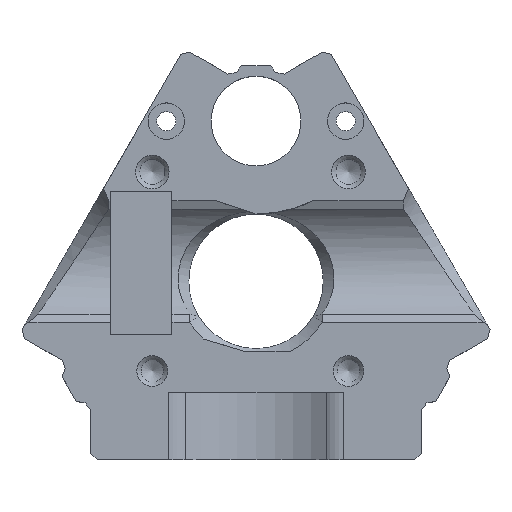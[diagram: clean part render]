
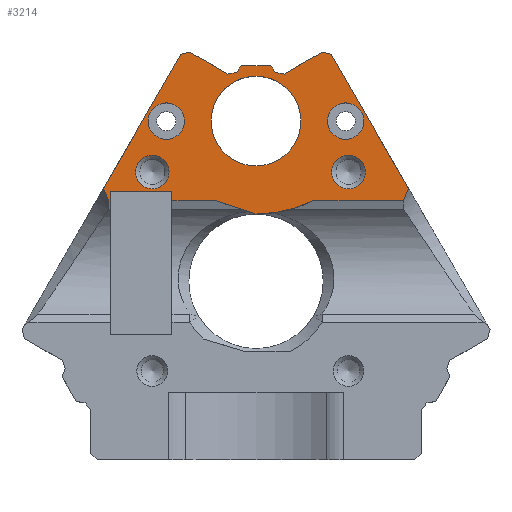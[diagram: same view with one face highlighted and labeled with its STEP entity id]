
A CAD part, top view. The second image highlights one B-rep face of the part: STEP entity #3214.
In plain terms, the highlighted planar face has unit normal (0, 0, 1).
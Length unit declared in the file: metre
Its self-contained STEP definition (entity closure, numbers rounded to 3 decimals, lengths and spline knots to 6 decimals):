
#132=B_SPLINE_CURVE_WITH_KNOTS('',3,(#5194,#5195,#5196,#5197),
 .UNSPECIFIED.,.F.,.F.,(4,4),(0.,1.),.UNSPECIFIED.);
#133=B_SPLINE_CURVE_WITH_KNOTS('',3,(#5212,#5213,#5214,#5215),
 .UNSPECIFIED.,.F.,.F.,(4,4),(0.,1.),.UNSPECIFIED.);
#245=LINE('',#5150,#518);
#247=LINE('',#5187,#520);
#248=LINE('',#5190,#521);
#249=LINE('',#5192,#522);
#250=LINE('',#5199,#523);
#251=LINE('',#5201,#524);
#252=LINE('',#5203,#525);
#253=LINE('',#5205,#526);
#254=LINE('',#5206,#527);
#255=LINE('',#5210,#528);
#256=LINE('',#5217,#529);
#257=LINE('',#5219,#530);
#258=LINE('',#5221,#531);
#259=LINE('',#5223,#532);
#260=LINE('',#5225,#533);
#261=LINE('',#5227,#534);
#262=LINE('',#5229,#535);
#263=LINE('',#5231,#536);
#518=VECTOR('',#4025,1.);
#520=VECTOR('',#4043,1.);
#521=VECTOR('',#4044,1.);
#522=VECTOR('',#4045,1.);
#523=VECTOR('',#4046,1.);
#524=VECTOR('',#4047,1.);
#525=VECTOR('',#4048,1.);
#526=VECTOR('',#4049,1.);
#527=VECTOR('',#4050,1.);
#528=VECTOR('',#4053,1.);
#529=VECTOR('',#4054,1.);
#530=VECTOR('',#4055,1.);
#531=VECTOR('',#4056,1.);
#532=VECTOR('',#4057,1.);
#533=VECTOR('',#4058,1.);
#534=VECTOR('',#4059,1.);
#535=VECTOR('',#4060,1.);
#536=VECTOR('',#4061,1.);
#878=ORIENTED_EDGE('',*,*,#1808,.T.);
#879=ORIENTED_EDGE('',*,*,#1809,.T.);
#880=ORIENTED_EDGE('',*,*,#1810,.T.);
#881=ORIENTED_EDGE('',*,*,#1811,.T.);
#882=ORIENTED_EDGE('',*,*,#1812,.F.);
#883=ORIENTED_EDGE('',*,*,#1813,.T.);
#884=ORIENTED_EDGE('',*,*,#1814,.T.);
#885=ORIENTED_EDGE('',*,*,#1815,.F.);
#886=ORIENTED_EDGE('',*,*,#1816,.T.);
#887=ORIENTED_EDGE('',*,*,#1817,.T.);
#888=ORIENTED_EDGE('',*,*,#1818,.F.);
#889=ORIENTED_EDGE('',*,*,#1819,.T.);
#890=ORIENTED_EDGE('',*,*,#1820,.T.);
#891=ORIENTED_EDGE('',*,*,#1801,.T.);
#892=ORIENTED_EDGE('',*,*,#1821,.T.);
#893=ORIENTED_EDGE('',*,*,#1822,.T.);
#894=ORIENTED_EDGE('',*,*,#1823,.T.);
#895=ORIENTED_EDGE('',*,*,#1824,.T.);
#896=ORIENTED_EDGE('',*,*,#1825,.F.);
#897=ORIENTED_EDGE('',*,*,#1826,.T.);
#898=ORIENTED_EDGE('',*,*,#1827,.F.);
#899=ORIENTED_EDGE('',*,*,#1828,.T.);
#900=ORIENTED_EDGE('',*,*,#1829,.T.);
#901=ORIENTED_EDGE('',*,*,#1830,.T.);
#902=ORIENTED_EDGE('',*,*,#1831,.T.);
#903=ORIENTED_EDGE('',*,*,#1832,.T.);
#1801=EDGE_CURVE('',#2266,#2265,#245,.T.);
#1808=EDGE_CURVE('',#2270,#2270,#2506,.T.);
#1809=EDGE_CURVE('',#2271,#2271,#2507,.T.);
#1810=EDGE_CURVE('',#2272,#2272,#2508,.F.);
#1811=EDGE_CURVE('',#2273,#2273,#2509,.F.);
#1812=EDGE_CURVE('',#2274,#2274,#2510,.T.);
#1813=EDGE_CURVE('',#2275,#2276,#247,.T.);
#1814=EDGE_CURVE('',#2276,#2277,#248,.T.);
#1815=EDGE_CURVE('',#2278,#2277,#249,.T.);
#1816=EDGE_CURVE('',#2278,#2279,#132,.T.);
#1817=EDGE_CURVE('',#2279,#2280,#250,.T.);
#1818=EDGE_CURVE('',#2281,#2280,#251,.T.);
#1819=EDGE_CURVE('',#2281,#2282,#252,.T.);
#1820=EDGE_CURVE('',#2282,#2266,#253,.T.);
#1821=EDGE_CURVE('',#2265,#2283,#254,.T.);
#1822=EDGE_CURVE('',#2283,#2284,#2511,.T.);
#1823=EDGE_CURVE('',#2284,#2285,#255,.T.);
#1824=EDGE_CURVE('',#2285,#2286,#133,.T.);
#1825=EDGE_CURVE('',#2287,#2286,#256,.T.);
#1826=EDGE_CURVE('',#2287,#2288,#257,.F.);
#1827=EDGE_CURVE('',#2289,#2288,#258,.T.);
#1828=EDGE_CURVE('',#2289,#2290,#259,.T.);
#1829=EDGE_CURVE('',#2290,#2291,#260,.T.);
#1830=EDGE_CURVE('',#2291,#2292,#261,.F.);
#1831=EDGE_CURVE('',#2292,#2293,#262,.T.);
#1832=EDGE_CURVE('',#2293,#2275,#263,.F.);
#2265=VERTEX_POINT('',#5149);
#2266=VERTEX_POINT('',#5151);
#2270=VERTEX_POINT('',#5178);
#2271=VERTEX_POINT('',#5180);
#2272=VERTEX_POINT('',#5182);
#2273=VERTEX_POINT('',#5184);
#2274=VERTEX_POINT('',#5186);
#2275=VERTEX_POINT('',#5188);
#2276=VERTEX_POINT('',#5189);
#2277=VERTEX_POINT('',#5191);
#2278=VERTEX_POINT('',#5193);
#2279=VERTEX_POINT('',#5198);
#2280=VERTEX_POINT('',#5200);
#2281=VERTEX_POINT('',#5202);
#2282=VERTEX_POINT('',#5204);
#2283=VERTEX_POINT('',#5207);
#2284=VERTEX_POINT('',#5209);
#2285=VERTEX_POINT('',#5211);
#2286=VERTEX_POINT('',#5216);
#2287=VERTEX_POINT('',#5218);
#2288=VERTEX_POINT('',#5220);
#2289=VERTEX_POINT('',#5222);
#2290=VERTEX_POINT('',#5224);
#2291=VERTEX_POINT('',#5226);
#2292=VERTEX_POINT('',#5228);
#2293=VERTEX_POINT('',#5230);
#2506=CIRCLE('',#3494,0.00325);
#2507=CIRCLE('',#3495,0.00325);
#2508=CIRCLE('',#3496,0.003);
#2509=CIRCLE('',#3497,0.003);
#2510=CIRCLE('',#3498,0.008);
#2511=CIRCLE('',#3499,0.023125);
#2626=EDGE_LOOP('',(#878));
#2627=EDGE_LOOP('',(#879));
#2628=EDGE_LOOP('',(#880));
#2629=EDGE_LOOP('',(#881));
#2630=EDGE_LOOP('',(#882));
#2631=EDGE_LOOP('',(#883,#884,#885,#886,#887,#888,#889,#890,#891,#892,#893,
#894,#895,#896,#897,#898,#899,#900,#901,#902,#903));
#2877=FACE_BOUND('',#2626,.T.);
#2878=FACE_BOUND('',#2627,.T.);
#2879=FACE_BOUND('',#2628,.T.);
#2880=FACE_BOUND('',#2629,.T.);
#2881=FACE_BOUND('',#2630,.T.);
#2882=FACE_BOUND('',#2631,.T.);
#3119=PLANE('',#3493);
#3214=ADVANCED_FACE('',(#2877,#2878,#2879,#2880,#2881,#2882),#3119,.T.);
#3493=AXIS2_PLACEMENT_3D('',#5176,#4031,#4032);
#3494=AXIS2_PLACEMENT_3D('',#5177,#4033,#4034);
#3495=AXIS2_PLACEMENT_3D('',#5179,#4035,#4036);
#3496=AXIS2_PLACEMENT_3D('',#5181,#4037,#4038);
#3497=AXIS2_PLACEMENT_3D('',#5183,#4039,#4040);
#3498=AXIS2_PLACEMENT_3D('',#5185,#4041,#4042);
#3499=AXIS2_PLACEMENT_3D('',#5208,#4051,#4052);
#4025=DIRECTION('',(1.,0.,0.));
#4031=DIRECTION('',(0.,0.,1.));
#4032=DIRECTION('',(1.,0.,0.));
#4033=DIRECTION('',(0.,0.,-1.));
#4034=DIRECTION('',(-1.,0.,0.));
#4035=DIRECTION('',(0.,0.,-1.));
#4036=DIRECTION('',(-1.,0.,0.));
#4037=DIRECTION('',(0.,0.,1.));
#4038=DIRECTION('',(1.,0.,0.));
#4039=DIRECTION('',(0.,0.,1.));
#4040=DIRECTION('',(1.,0.,0.));
#4041=DIRECTION('',(0.,0.,1.));
#4042=DIRECTION('',(1.,0.,0.));
#4043=DIRECTION('',(-0.866,0.5,0.));
#4044=DIRECTION('',(-0.966,-0.259,0.));
#4045=DIRECTION('',(0.5,0.866,0.));
#4046=DIRECTION('',(1.,0.,0.));
#4047=DIRECTION('',(0.,-1.,0.));
#4048=DIRECTION('',(1.,0.,0.));
#4049=DIRECTION('',(0.,-1.,0.));
#4050=DIRECTION('',(0.949,-0.316,0.));
#4051=DIRECTION('',(0.,0.,1.));
#4052=DIRECTION('',(1.,0.,0.));
#4053=DIRECTION('',(1.,0.,0.));
#4054=DIRECTION('',(0.5,-0.866,0.));
#4055=DIRECTION('',(0.966,-0.259,0.));
#4056=DIRECTION('',(0.866,0.5,0.));
#4057=DIRECTION('',(-0.984,0.18,0.));
#4058=DIRECTION('',(-0.633,0.774,0.));
#4059=DIRECTION('',(1.,0.,0.));
#4060=DIRECTION('',(-0.633,-0.774,0.));
#4061=DIRECTION('',(0.984,0.18,0.));
#5149=CARTESIAN_POINT('',(0.032476,0.029064,0.));
#5150=CARTESIAN_POINT('',(0.0395,0.029064,0.));
#5151=CARTESIAN_POINT('',(0.0245,0.029064,0.));
#5176=CARTESIAN_POINT('',(0.0395,0.022084,0.));
#5177=CARTESIAN_POINT('',(0.0235,0.043292,0.));
#5178=CARTESIAN_POINT('',(0.02025,0.043292,0.));
#5179=CARTESIAN_POINT('',(0.0555,0.043292,0.));
#5180=CARTESIAN_POINT('',(0.05225,0.043292,0.));
#5181=CARTESIAN_POINT('',(0.021,0.034222,0.));
#5182=CARTESIAN_POINT('',(0.024,0.034222,0.));
#5183=CARTESIAN_POINT('',(0.056,0.034222,0.));
#5184=CARTESIAN_POINT('',(0.059,0.034222,0.));
#5185=CARTESIAN_POINT('',(0.0395,0.043292,0.));
#5186=CARTESIAN_POINT('',(0.0475,0.043292,0.));
#5187=CARTESIAN_POINT('',(0.033165,0.052444,0.));
#5188=CARTESIAN_POINT('',(0.034464,0.051694,0.));
#5189=CARTESIAN_POINT('',(0.027689,0.055605,0.));
#5190=CARTESIAN_POINT('',(0.030328,0.056312,0.));
#5191=CARTESIAN_POINT('',(0.026082,0.055175,0.));
#5192=CARTESIAN_POINT('',(0.01192,0.030646,0.));
#5193=CARTESIAN_POINT('',(0.012297,0.031298,0.));
#5194=CARTESIAN_POINT('',(0.012297,0.031298,0.));
#5195=CARTESIAN_POINT('',(0.012636,0.030507,0.));
#5196=CARTESIAN_POINT('',(0.012939,0.029762,0.));
#5197=CARTESIAN_POINT('',(0.013205,0.029064,0.));
#5198=CARTESIAN_POINT('',(0.013205,0.029064,0.));
#5199=CARTESIAN_POINT('',(0.0395,0.029064,0.));
#5200=CARTESIAN_POINT('',(0.0135,0.029064,0.));
#5201=CARTESIAN_POINT('',(0.0135,0.017972,0.));
#5202=CARTESIAN_POINT('',(0.0135,0.030722,0.));
#5203=CARTESIAN_POINT('',(0.022,0.030722,0.));
#5204=CARTESIAN_POINT('',(0.0245,0.030722,0.));
#5205=CARTESIAN_POINT('',(0.0245,0.017972,0.));
#5206=CARTESIAN_POINT('',(0.0335,0.028722,0.));
#5207=CARTESIAN_POINT('',(0.0395,0.026722,0.));
#5208=CARTESIAN_POINT('',(0.0395,0.049847,0.));
#5209=CARTESIAN_POINT('',(0.049639,0.029064,0.));
#5210=CARTESIAN_POINT('',(0.0395,0.029064,0.));
#5211=CARTESIAN_POINT('',(0.065795,0.029064,0.));
#5212=CARTESIAN_POINT('',(0.065795,0.029064,0.));
#5213=CARTESIAN_POINT('',(0.066061,0.029762,0.));
#5214=CARTESIAN_POINT('',(0.066364,0.030507,0.));
#5215=CARTESIAN_POINT('',(0.066703,0.031298,0.));
#5216=CARTESIAN_POINT('',(0.066704,0.031298,0.));
#5217=CARTESIAN_POINT('',(0.06708,0.030646,0.));
#5218=CARTESIAN_POINT('',(0.052918,0.055175,0.));
#5219=CARTESIAN_POINT('',(0.048672,0.056312,0.));
#5220=CARTESIAN_POINT('',(0.051311,0.055605,0.));
#5221=CARTESIAN_POINT('',(0.050165,0.054944,0.));
#5222=CARTESIAN_POINT('',(0.044536,0.051694,0.));
#5223=CARTESIAN_POINT('',(0.044536,0.051694,0.));
#5224=CARTESIAN_POINT('',(0.043037,0.051968,0.));
#5225=CARTESIAN_POINT('',(0.041585,0.053743,0.));
#5226=CARTESIAN_POINT('',(0.042032,0.053195,0.));
#5227=CARTESIAN_POINT('',(0.0395,0.053195,0.));
#5228=CARTESIAN_POINT('',(0.036968,0.053195,0.));
#5229=CARTESIAN_POINT('',(0.037415,0.053743,0.));
#5230=CARTESIAN_POINT('',(0.035963,0.051968,0.));
#5231=CARTESIAN_POINT('',(0.035963,0.051968,0.));
